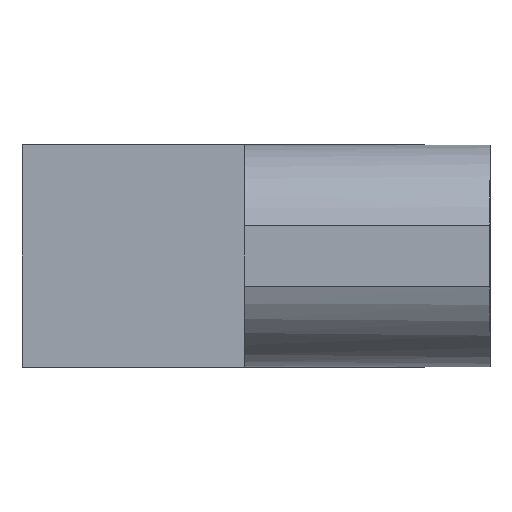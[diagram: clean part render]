
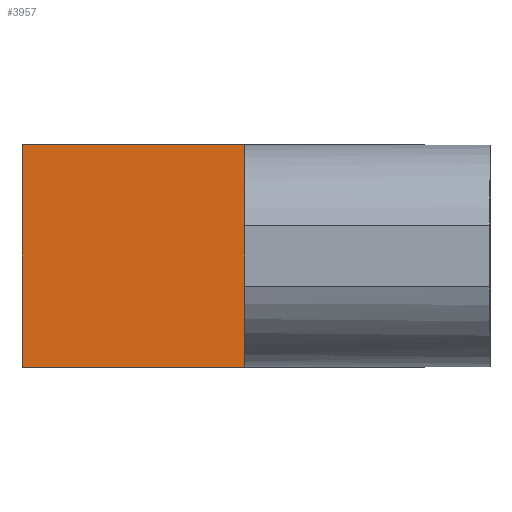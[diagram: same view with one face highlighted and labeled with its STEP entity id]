
A CAD part, left-side view. The second image highlights one B-rep face of the part: STEP entity #3957.
In plain terms, the highlighted planar face has unit normal (-1, 0, 0).
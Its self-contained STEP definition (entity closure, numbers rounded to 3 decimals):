
#62 = CARTESIAN_POINT ( 'NONE',  ( -3.175, -3.175, 3.175 ) ) ;
#84 = VECTOR ( 'NONE', #11531, 1000. ) ;
#615 = EDGE_CURVE ( 'NONE', #16081, #995, #12802, .T. ) ;
#995 = VERTEX_POINT ( 'NONE', #13519 ) ;
#1193 = DIRECTION ( 'NONE',  ( 0., -1., 0. ) ) ;
#1252 = LINE ( 'NONE', #6386, #84 ) ;
#1786 = FACE_OUTER_BOUND ( 'NONE', #5104, .T. ) ;
#1952 = VECTOR ( 'NONE', #7494, 1000. ) ;
#1967 = DIRECTION ( 'NONE',  ( 0., 0., -1. ) ) ;
#2041 = ORIENTED_EDGE ( 'NONE', *, *, #3445, .F. ) ;
#2889 = EDGE_CURVE ( 'NONE', #4010, #15480, #12890, .T. ) ;
#3445 = EDGE_CURVE ( 'NONE', #995, #4010, #1252, .T. ) ;
#3598 = VECTOR ( 'NONE', #1967, 1000. ) ;
#3911 = VECTOR ( 'NONE', #1193, 1000. ) ;
#3957 = ADVANCED_FACE ( 'NONE', ( #1786 ), #13256, .F. ) ;
#4010 = VERTEX_POINT ( 'NONE', #9814 ) ;
#4485 = DIRECTION ( 'NONE',  ( 0., 0., -1. ) ) ;
#4658 = CARTESIAN_POINT ( 'NONE',  ( -3.175, -3.175, 3.175 ) ) ;
#5104 = EDGE_LOOP ( 'NONE', ( #11179, #2041, #6822, #14709 ) ) ;
#6386 = CARTESIAN_POINT ( 'NONE',  ( -3.175, 3.175, 3.175 ) ) ;
#6822 = ORIENTED_EDGE ( 'NONE', *, *, #615, .F. ) ;
#6972 = EDGE_CURVE ( 'NONE', #15480, #16081, #12580, .T. ) ;
#7494 = DIRECTION ( 'NONE',  ( 0., 1., 0. ) ) ;
#7754 = CARTESIAN_POINT ( 'NONE',  ( -3.175, 3.175, 3.175 ) ) ;
#9814 = CARTESIAN_POINT ( 'NONE',  ( -3.175, 3.175, 3.175 ) ) ;
#10128 = CARTESIAN_POINT ( 'NONE',  ( -3.175, 3.175, -3.175 ) ) ;
#10910 = DIRECTION ( 'NONE',  ( 1., 0., 0. ) ) ;
#11179 = ORIENTED_EDGE ( 'NONE', *, *, #2889, .F. ) ;
#11405 = AXIS2_PLACEMENT_3D ( 'NONE', #12156, #10910, #4485 ) ;
#11531 = DIRECTION ( 'NONE',  ( 0., 0., 1. ) ) ;
#12156 = CARTESIAN_POINT ( 'NONE',  ( -3.175, 0., 0. ) ) ;
#12580 = LINE ( 'NONE', #4658, #3598 ) ;
#12802 = LINE ( 'NONE', #10128, #1952 ) ;
#12890 = LINE ( 'NONE', #7754, #3911 ) ;
#13256 = PLANE ( 'NONE',  #11405 ) ;
#13519 = CARTESIAN_POINT ( 'NONE',  ( -3.175, 3.175, -3.175 ) ) ;
#14709 = ORIENTED_EDGE ( 'NONE', *, *, #6972, .F. ) ;
#14721 = CARTESIAN_POINT ( 'NONE',  ( -3.175, -3.175, -3.175 ) ) ;
#15480 = VERTEX_POINT ( 'NONE', #62 ) ;
#16081 = VERTEX_POINT ( 'NONE', #14721 ) ;
